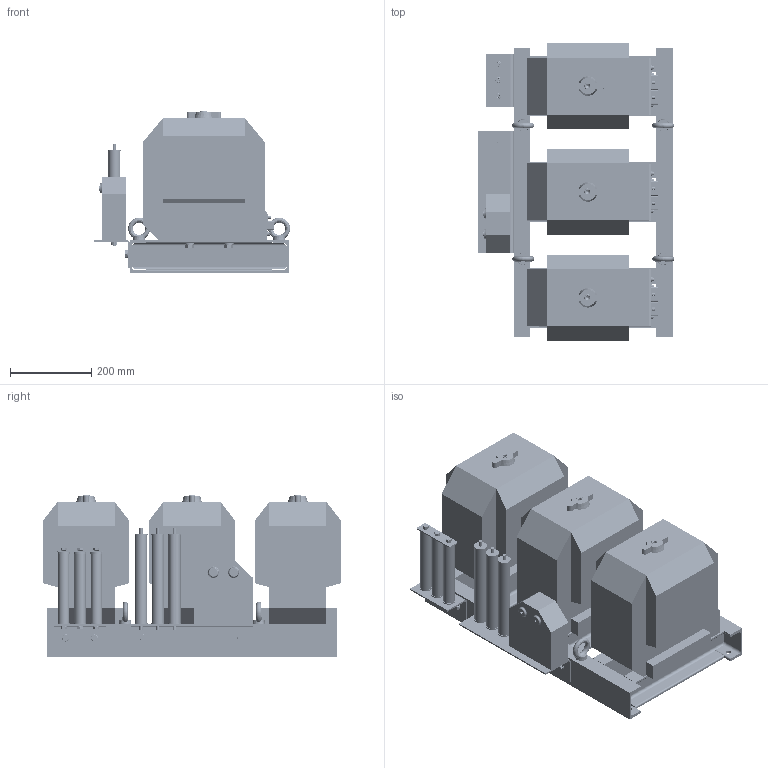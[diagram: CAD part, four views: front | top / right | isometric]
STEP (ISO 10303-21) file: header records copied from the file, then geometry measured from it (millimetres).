
FILE_DESCRIPTION(('STEP AP242'), '1');
FILE_NAME('ÀÄØÏ.1.756.004 3õÇÍÎË-ÝÊ-10 Ì3 ÒÀ 3-6-10êÂ', '', ('UNSPECIFIED'), ('UNSPECIFIED'), 'ASCON STEP Converter 1.6', 'ASCON Math Kernel', '');
FILE_SCHEMA(('AP242_MANAGED_MODEL_BASED_3D_ENGINEERING_MIM_LF { 1 0 10303 442 1 1 4 }'));
Length unit declared in the file: millimetre
Products named in the file (38): 4; 鎗鵻罻 楟.8.211.004
Assembly tree (146 placements, depth 4):
  (unnamed)
    (unnamed)  x6
      (unnamed)
    (unnamed)
      (unnamed)
    (unnamed)
      (unnamed)
    (unnamed)  x4
    (unnamed)  x16
    (unnamed)  x16
    (unnamed)  x4
    (unnamed)  x12
    (unnamed)
    4  x3
    (unnamed)
    (unnamed)  x8
    (unnamed)  x4
    (unnamed)  x4
    (unnamed)  x4
    (unnamed)  x3
      (unnamed)
      (unnamed)
      (unnamed)
      鎗鵻罻 楟.8.211.004
      (unnamed)
      (unnamed)
      (unnamed)
      (unnamed)
        (unnamed)
        (unnamed)
        (unnamed)
    (unnamed)
    (unnamed)  x6
    (unnamed)  x3
    (unnamed)
    (unnamed)  x3
    (unnamed)  x6
    (unnamed)  x6
Bounding box: 481.88 x 730 x 396 mm (x, y, z)
Volume: 50775603.9 mm3; surface area: 2902022.3 mm2
Topology: 231 solids, 231 shells, 5113 faces, 12002 edges, 7569 vertices
Faces by surface type: plane 2744, cylinder 1063, extrusion 531, torus 420, cone 314, sphere 21, bspline 20
Full cylindrical faces by diameter (mm): 2 x24, 2.5 x6, 4 x42, 4.134 x6, 4.917 x21, 5 x12, 5.5 x6, 6 x23, 6.4 x21, 6.647 x6, 6.8 x12, 8 x15, 8.376 x3, 8.5 x3, 8.647 x4, 9 x15, 10 x67, 10.106 x12, 10.376 x4, 10.8 x2, 11 x18, 11.16 x12, 12 x37, 13 x28, 14 x18, 17 x36, 17.2 x6, 17.5 x3, 20 x8, 24 x16
Entity records: 68580 total; most frequent: CARTESIAN_POINT 28275, ORIENTED_EDGE 5266, DIRECTION 5191, EDGE_CURVE 2633, VERTEX_POINT 1816, AXIS2_PLACEMENT_3D 1794, VECTOR 1603, EDGE_LOOP 1565
